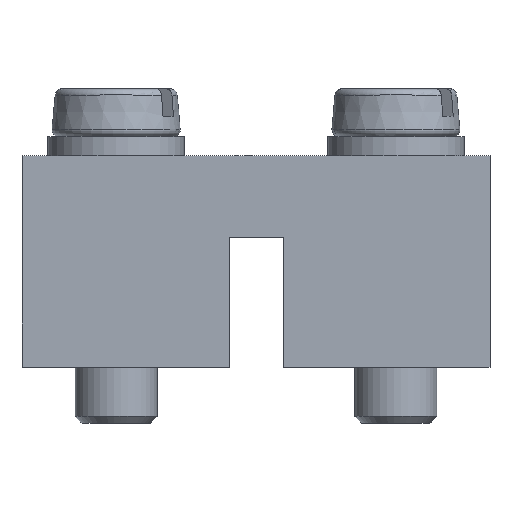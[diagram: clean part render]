
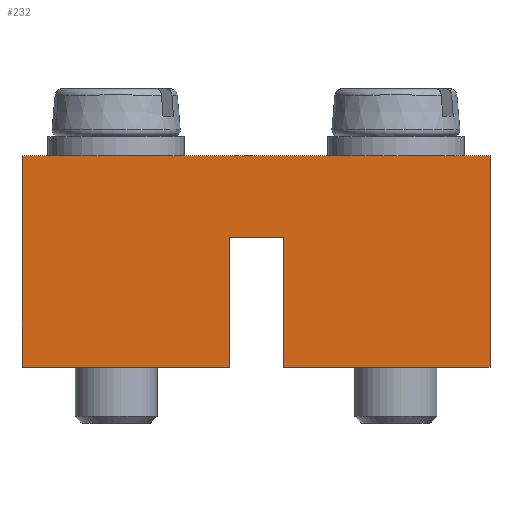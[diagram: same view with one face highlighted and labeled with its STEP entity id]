
A CAD part, top view. The second image highlights one B-rep face of the part: STEP entity #232.
In plain terms, the highlighted planar face has unit normal (0, 0, 1).
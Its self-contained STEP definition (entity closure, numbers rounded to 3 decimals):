
#109=PLANE('',#817);
#135=FACE_OUTER_BOUND('',#370,.T.);
#151=LINE('',#1224,#183);
#155=LINE('',#1234,#187);
#158=LINE('',#1240,#190);
#161=LINE('',#1246,#193);
#164=LINE('',#1252,#196);
#167=LINE('',#1260,#199);
#170=LINE('',#1266,#202);
#172=LINE('',#1273,#204);
#183=VECTOR('',#929,1.);
#187=VECTOR('',#937,1.);
#190=VECTOR('',#942,1.);
#193=VECTOR('',#947,1.);
#196=VECTOR('',#952,1.);
#199=VECTOR('',#959,1.);
#202=VECTOR('',#964,1.);
#204=VECTOR('',#972,1.);
#232=ADVANCED_FACE('',(#135),#109,.T.);
#370=EDGE_LOOP('',(#500,#501,#502,#503,#504,#505,#506,#507));
#500=ORIENTED_EDGE('',*,*,#679,.T.);
#501=ORIENTED_EDGE('',*,*,#684,.T.);
#502=ORIENTED_EDGE('',*,*,#687,.T.);
#503=ORIENTED_EDGE('',*,*,#690,.T.);
#504=ORIENTED_EDGE('',*,*,#693,.T.);
#505=ORIENTED_EDGE('',*,*,#697,.T.);
#506=ORIENTED_EDGE('',*,*,#700,.T.);
#507=ORIENTED_EDGE('',*,*,#704,.T.);
#607=VERTEX_POINT('',#1223);
#608=VERTEX_POINT('',#1225);
#611=VERTEX_POINT('',#1233);
#613=VERTEX_POINT('',#1239);
#615=VERTEX_POINT('',#1245);
#617=VERTEX_POINT('',#1251);
#620=VERTEX_POINT('',#1259);
#622=VERTEX_POINT('',#1265);
#679=EDGE_CURVE('',#608,#607,#151,.T.);
#684=EDGE_CURVE('',#607,#611,#155,.T.);
#687=EDGE_CURVE('',#611,#613,#158,.T.);
#690=EDGE_CURVE('',#613,#615,#161,.T.);
#693=EDGE_CURVE('',#615,#617,#164,.T.);
#697=EDGE_CURVE('',#617,#620,#167,.T.);
#700=EDGE_CURVE('',#620,#622,#170,.T.);
#704=EDGE_CURVE('',#622,#608,#172,.T.);
#817=AXIS2_PLACEMENT_3D('',#1275,#975,#976);
#929=DIRECTION('',(0.,-1.,0.));
#937=DIRECTION('',(1.,0.,0.));
#942=DIRECTION('',(0.,1.,0.));
#947=DIRECTION('',(1.,0.,0.));
#952=DIRECTION('',(0.,-1.,0.));
#959=DIRECTION('',(1.,0.,0.));
#964=DIRECTION('',(0.,1.,0.));
#972=DIRECTION('',(-1.,0.,0.));
#975=DIRECTION('',(0.,0.,1.));
#976=DIRECTION('',(1.,0.,0.));
#1223=CARTESIAN_POINT('',(-17.2,-9.5,10.));
#1224=CARTESIAN_POINT('',(-17.2,6.,10.));
#1225=CARTESIAN_POINT('',(-17.2,6.,10.));
#1233=CARTESIAN_POINT('',(-2.,-9.5,10.));
#1234=CARTESIAN_POINT('',(-17.2,-9.5,10.));
#1239=CARTESIAN_POINT('',(-2.,0.,10.));
#1240=CARTESIAN_POINT('',(-2.,-9.5,10.));
#1245=CARTESIAN_POINT('',(2.,0.,10.));
#1246=CARTESIAN_POINT('',(-2.,0.,10.));
#1251=CARTESIAN_POINT('',(2.,-9.5,10.));
#1252=CARTESIAN_POINT('',(2.,0.,10.));
#1259=CARTESIAN_POINT('',(17.1,-9.5,10.));
#1260=CARTESIAN_POINT('',(2.,-9.5,10.));
#1265=CARTESIAN_POINT('',(17.1,6.,10.));
#1266=CARTESIAN_POINT('',(17.1,-9.5,10.));
#1273=CARTESIAN_POINT('',(17.1,6.,10.));
#1275=CARTESIAN_POINT('',(0.,0.,10.));
